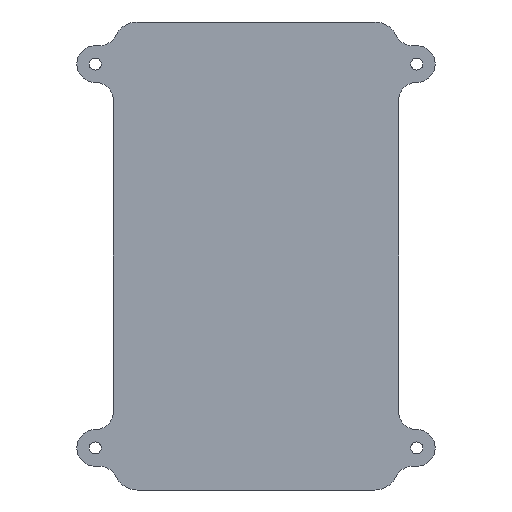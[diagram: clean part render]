
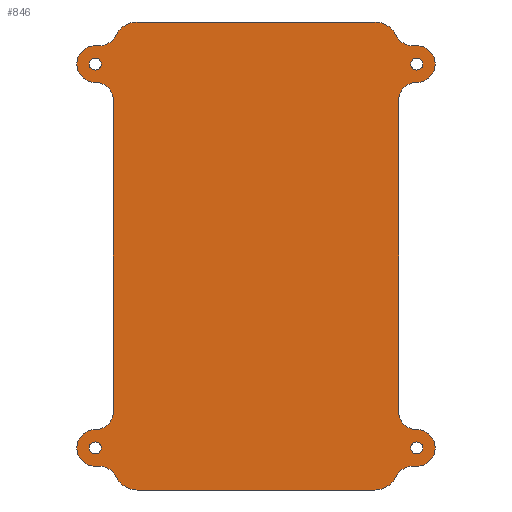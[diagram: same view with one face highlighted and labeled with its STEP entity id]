
A CAD part, front view. The second image highlights one B-rep face of the part: STEP entity #846.
In plain terms, the highlighted planar face has unit normal (0, -1, 0).
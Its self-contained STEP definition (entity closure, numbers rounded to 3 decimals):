
#16=FACE_BOUND('',#164,.T.);
#17=FACE_BOUND('',#165,.T.);
#18=FACE_BOUND('',#166,.T.);
#19=FACE_BOUND('',#167,.T.);
#35=CIRCLE('',#918,1.65);
#37=CIRCLE('',#921,1.65);
#39=CIRCLE('',#924,1.65);
#41=CIRCLE('',#927,1.65);
#42=CIRCLE('',#929,5.);
#44=CIRCLE('',#933,5.);
#45=CIRCLE('',#934,5.);
#46=CIRCLE('',#935,6.5);
#47=CIRCLE('',#936,6.5);
#48=CIRCLE('',#937,5.);
#49=CIRCLE('',#938,5.);
#50=CIRCLE('',#939,5.);
#51=CIRCLE('',#940,5.);
#52=CIRCLE('',#941,5.);
#53=CIRCLE('',#942,5.);
#54=CIRCLE('',#943,6.5);
#55=CIRCLE('',#944,6.5);
#56=CIRCLE('',#945,5.);
#57=CIRCLE('',#946,5.);
#58=CIRCLE('',#947,5.);
#119=FACE_OUTER_BOUND('',#163,.T.);
#163=EDGE_LOOP('',(#660,#661,#662,#663,#664,#665,#666,#667,#668,#669,#670,
#671,#672,#673,#674,#675,#676,#677,#678,#679,#680,#681,#682,#683));
#164=EDGE_LOOP('',(#684));
#165=EDGE_LOOP('',(#685));
#166=EDGE_LOOP('',(#686));
#167=EDGE_LOOP('',(#687));
#214=LINE('',#1314,#290);
#236=LINE('',#1377,#312);
#239=LINE('',#1385,#315);
#240=LINE('',#1391,#316);
#241=LINE('',#1397,#317);
#242=LINE('',#1403,#318);
#243=LINE('',#1409,#319);
#244=LINE('',#1418,#320);
#290=VECTOR('',#1045,10.);
#312=VECTOR('',#1109,10.);
#315=VECTOR('',#1116,10.);
#316=VECTOR('',#1121,10.);
#317=VECTOR('',#1126,10.);
#318=VECTOR('',#1131,10.);
#319=VECTOR('',#1136,10.);
#320=VECTOR('',#1145,10.);
#369=VERTEX_POINT('',#1311);
#370=VERTEX_POINT('',#1313);
#379=VERTEX_POINT('',#1345);
#381=VERTEX_POINT('',#1351);
#383=VERTEX_POINT('',#1357);
#385=VERTEX_POINT('',#1363);
#386=VERTEX_POINT('',#1367);
#387=VERTEX_POINT('',#1368);
#390=VERTEX_POINT('',#1376);
#392=VERTEX_POINT('',#1382);
#393=VERTEX_POINT('',#1384);
#394=VERTEX_POINT('',#1386);
#395=VERTEX_POINT('',#1388);
#396=VERTEX_POINT('',#1390);
#397=VERTEX_POINT('',#1392);
#398=VERTEX_POINT('',#1394);
#399=VERTEX_POINT('',#1396);
#400=VERTEX_POINT('',#1398);
#401=VERTEX_POINT('',#1400);
#402=VERTEX_POINT('',#1402);
#403=VERTEX_POINT('',#1404);
#404=VERTEX_POINT('',#1406);
#405=VERTEX_POINT('',#1408);
#406=VERTEX_POINT('',#1410);
#407=VERTEX_POINT('',#1413);
#408=VERTEX_POINT('',#1415);
#409=VERTEX_POINT('',#1417);
#410=VERTEX_POINT('',#1419);
#460=EDGE_CURVE('',#369,#370,#214,.T.);
#478=EDGE_CURVE('',#379,#379,#35,.T.);
#481=EDGE_CURVE('',#381,#381,#37,.T.);
#484=EDGE_CURVE('',#383,#383,#39,.T.);
#487=EDGE_CURVE('',#385,#385,#41,.T.);
#488=EDGE_CURVE('',#386,#387,#42,.T.);
#492=EDGE_CURVE('',#387,#390,#236,.T.);
#495=EDGE_CURVE('',#392,#386,#44,.T.);
#496=EDGE_CURVE('',#393,#392,#239,.T.);
#497=EDGE_CURVE('',#394,#393,#45,.T.);
#498=EDGE_CURVE('',#395,#394,#46,.T.);
#499=EDGE_CURVE('',#396,#395,#240,.T.);
#500=EDGE_CURVE('',#397,#396,#47,.T.);
#501=EDGE_CURVE('',#398,#397,#48,.T.);
#502=EDGE_CURVE('',#399,#398,#241,.T.);
#503=EDGE_CURVE('',#400,#399,#49,.T.);
#504=EDGE_CURVE('',#401,#400,#50,.T.);
#505=EDGE_CURVE('',#402,#401,#242,.T.);
#506=EDGE_CURVE('',#403,#402,#51,.T.);
#507=EDGE_CURVE('',#404,#403,#52,.T.);
#508=EDGE_CURVE('',#405,#404,#243,.T.);
#509=EDGE_CURVE('',#406,#405,#53,.T.);
#510=EDGE_CURVE('',#370,#406,#54,.T.);
#511=EDGE_CURVE('',#407,#369,#55,.T.);
#512=EDGE_CURVE('',#408,#407,#56,.T.);
#513=EDGE_CURVE('',#409,#408,#244,.T.);
#514=EDGE_CURVE('',#410,#409,#57,.T.);
#515=EDGE_CURVE('',#390,#410,#58,.T.);
#660=ORIENTED_EDGE('',*,*,#495,.F.);
#661=ORIENTED_EDGE('',*,*,#496,.F.);
#662=ORIENTED_EDGE('',*,*,#497,.F.);
#663=ORIENTED_EDGE('',*,*,#498,.F.);
#664=ORIENTED_EDGE('',*,*,#499,.F.);
#665=ORIENTED_EDGE('',*,*,#500,.F.);
#666=ORIENTED_EDGE('',*,*,#501,.F.);
#667=ORIENTED_EDGE('',*,*,#502,.F.);
#668=ORIENTED_EDGE('',*,*,#503,.F.);
#669=ORIENTED_EDGE('',*,*,#504,.F.);
#670=ORIENTED_EDGE('',*,*,#505,.F.);
#671=ORIENTED_EDGE('',*,*,#506,.F.);
#672=ORIENTED_EDGE('',*,*,#507,.F.);
#673=ORIENTED_EDGE('',*,*,#508,.F.);
#674=ORIENTED_EDGE('',*,*,#509,.F.);
#675=ORIENTED_EDGE('',*,*,#510,.F.);
#676=ORIENTED_EDGE('',*,*,#460,.F.);
#677=ORIENTED_EDGE('',*,*,#511,.F.);
#678=ORIENTED_EDGE('',*,*,#512,.F.);
#679=ORIENTED_EDGE('',*,*,#513,.F.);
#680=ORIENTED_EDGE('',*,*,#514,.F.);
#681=ORIENTED_EDGE('',*,*,#515,.F.);
#682=ORIENTED_EDGE('',*,*,#492,.F.);
#683=ORIENTED_EDGE('',*,*,#488,.F.);
#684=ORIENTED_EDGE('',*,*,#478,.T.);
#685=ORIENTED_EDGE('',*,*,#481,.T.);
#686=ORIENTED_EDGE('',*,*,#484,.T.);
#687=ORIENTED_EDGE('',*,*,#487,.T.);
#818=PLANE('',#932);
#846=ADVANCED_FACE('',(#119,#16,#17,#18,#19),#818,.F.);
#918=AXIS2_PLACEMENT_3D('',#1347,#1076,#1077);
#921=AXIS2_PLACEMENT_3D('',#1353,#1083,#1084);
#924=AXIS2_PLACEMENT_3D('',#1359,#1090,#1091);
#927=AXIS2_PLACEMENT_3D('',#1365,#1097,#1098);
#929=AXIS2_PLACEMENT_3D('',#1369,#1101,#1102);
#932=AXIS2_PLACEMENT_3D('',#1381,#1112,#1113);
#933=AXIS2_PLACEMENT_3D('',#1383,#1114,#1115);
#934=AXIS2_PLACEMENT_3D('',#1387,#1117,#1118);
#935=AXIS2_PLACEMENT_3D('',#1389,#1119,#1120);
#936=AXIS2_PLACEMENT_3D('',#1393,#1122,#1123);
#937=AXIS2_PLACEMENT_3D('',#1395,#1124,#1125);
#938=AXIS2_PLACEMENT_3D('',#1399,#1127,#1128);
#939=AXIS2_PLACEMENT_3D('',#1401,#1129,#1130);
#940=AXIS2_PLACEMENT_3D('',#1405,#1132,#1133);
#941=AXIS2_PLACEMENT_3D('',#1407,#1134,#1135);
#942=AXIS2_PLACEMENT_3D('',#1411,#1137,#1138);
#943=AXIS2_PLACEMENT_3D('',#1412,#1139,#1140);
#944=AXIS2_PLACEMENT_3D('',#1414,#1141,#1142);
#945=AXIS2_PLACEMENT_3D('',#1416,#1143,#1144);
#946=AXIS2_PLACEMENT_3D('',#1420,#1146,#1147);
#947=AXIS2_PLACEMENT_3D('',#1421,#1148,#1149);
#1045=DIRECTION('',(-1.,0.,0.));
#1076=DIRECTION('center_axis',(0.,1.,0.));
#1077=DIRECTION('ref_axis',(1.,0.,0.));
#1083=DIRECTION('center_axis',(0.,1.,0.));
#1084=DIRECTION('ref_axis',(1.,0.,0.));
#1090=DIRECTION('center_axis',(0.,1.,0.));
#1091=DIRECTION('ref_axis',(1.,0.,0.));
#1097=DIRECTION('center_axis',(0.,1.,0.));
#1098=DIRECTION('ref_axis',(1.,0.,0.));
#1101=DIRECTION('center_axis',(0.,-1.,0.));
#1102=DIRECTION('ref_axis',(-0.707,0.,0.707));
#1109=DIRECTION('',(0.,0.,-1.));
#1112=DIRECTION('center_axis',(0.,1.,0.));
#1113=DIRECTION('ref_axis',(0.,0.,1.));
#1114=DIRECTION('center_axis',(0.,1.,0.));
#1115=DIRECTION('ref_axis',(0.707,0.,-0.707));
#1116=DIRECTION('',(1.,0.,0.));
#1117=DIRECTION('center_axis',(0.,-1.,0.));
#1118=DIRECTION('ref_axis',(-0.532,0.,-0.847));
#1119=DIRECTION('center_axis',(0.,1.,0.));
#1120=DIRECTION('ref_axis',(0.,0.,1.));
#1121=DIRECTION('',(1.,0.,0.));
#1122=DIRECTION('center_axis',(0.,1.,0.));
#1123=DIRECTION('ref_axis',(-1.,0.,0.));
#1124=DIRECTION('center_axis',(0.,-1.,0.));
#1125=DIRECTION('ref_axis',(0.532,0.,-0.847));
#1126=DIRECTION('',(1.,0.,0.));
#1127=DIRECTION('center_axis',(0.,1.,0.));
#1128=DIRECTION('ref_axis',(-0.707,0.,0.707));
#1129=DIRECTION('center_axis',(0.,-1.,0.));
#1130=DIRECTION('ref_axis',(0.707,0.,0.707));
#1131=DIRECTION('',(0.,0.,1.));
#1132=DIRECTION('center_axis',(0.,-1.,0.));
#1133=DIRECTION('ref_axis',(0.707,0.,-0.707));
#1134=DIRECTION('center_axis',(0.,1.,0.));
#1135=DIRECTION('ref_axis',(-0.707,0.,0.707));
#1136=DIRECTION('',(-1.,0.,0.));
#1137=DIRECTION('center_axis',(0.,-1.,0.));
#1138=DIRECTION('ref_axis',(0.532,0.,0.847));
#1139=DIRECTION('center_axis',(0.,1.,0.));
#1140=DIRECTION('ref_axis',(0.,0.,-1.));
#1141=DIRECTION('center_axis',(0.,1.,0.));
#1142=DIRECTION('ref_axis',(1.,0.,0.));
#1143=DIRECTION('center_axis',(0.,-1.,0.));
#1144=DIRECTION('ref_axis',(-0.532,0.,0.847));
#1145=DIRECTION('',(-1.,0.,0.));
#1146=DIRECTION('center_axis',(0.,1.,0.));
#1147=DIRECTION('ref_axis',(0.707,0.,-0.707));
#1148=DIRECTION('center_axis',(0.,-1.,0.));
#1149=DIRECTION('ref_axis',(-0.707,0.,-0.707));
#1311=CARTESIAN_POINT('',(71.5,0.,-64.));
#1313=CARTESIAN_POINT('',(6.5,0.,-64.));
#1314=CARTESIAN_POINT('',(71.5,0.,-64.));
#1345=CARTESIAN_POINT('',(81.35,0.,52.5));
#1347=CARTESIAN_POINT('Origin',(83.,0.,52.5));
#1351=CARTESIAN_POINT('',(-6.65,0.,52.5));
#1353=CARTESIAN_POINT('Origin',(-5.,0.,52.5));
#1357=CARTESIAN_POINT('',(81.35,0.,-52.5));
#1359=CARTESIAN_POINT('Origin',(83.,0.,-52.5));
#1363=CARTESIAN_POINT('',(-6.65,0.,-52.5));
#1365=CARTESIAN_POINT('Origin',(-5.,0.,-52.5));
#1367=CARTESIAN_POINT('',(83.,0.,47.5));
#1368=CARTESIAN_POINT('',(78.,0.,42.5));
#1369=CARTESIAN_POINT('Origin',(83.,0.,42.5));
#1376=CARTESIAN_POINT('',(78.,0.,-42.5));
#1377=CARTESIAN_POINT('',(78.,0.,0.));
#1381=CARTESIAN_POINT('Origin',(39.,0.,-32.));
#1382=CARTESIAN_POINT('',(83.,0.,57.5));
#1383=CARTESIAN_POINT('Origin',(83.,0.,52.5));
#1384=CARTESIAN_POINT('',(81.856,0.,57.5));
#1385=CARTESIAN_POINT('',(78.,0.,57.5));
#1386=CARTESIAN_POINT('',(77.353,0.,60.326));
#1387=CARTESIAN_POINT('Origin',(81.856,0.,62.5));
#1388=CARTESIAN_POINT('',(71.5,0.,64.));
#1389=CARTESIAN_POINT('Origin',(71.5,0.,57.5));
#1390=CARTESIAN_POINT('',(6.5,0.,64.));
#1391=CARTESIAN_POINT('',(6.5,0.,64.));
#1392=CARTESIAN_POINT('',(0.647,0.,60.326));
#1393=CARTESIAN_POINT('Origin',(6.5,0.,57.5));
#1394=CARTESIAN_POINT('',(-3.856,0.,57.5));
#1395=CARTESIAN_POINT('Origin',(-3.856,0.,62.5));
#1396=CARTESIAN_POINT('',(-5.,0.,57.5));
#1397=CARTESIAN_POINT('',(-10.,0.,57.5));
#1398=CARTESIAN_POINT('',(-5.,0.,47.5));
#1399=CARTESIAN_POINT('Origin',(-5.,0.,52.5));
#1400=CARTESIAN_POINT('',(0.,0.,42.5));
#1401=CARTESIAN_POINT('Origin',(-5.,0.,42.5));
#1402=CARTESIAN_POINT('',(0.,0.,-42.5));
#1403=CARTESIAN_POINT('',(0.,0.,-57.5));
#1404=CARTESIAN_POINT('',(-5.,0.,-47.5));
#1405=CARTESIAN_POINT('Origin',(-5.,0.,-42.5));
#1406=CARTESIAN_POINT('',(-5.,0.,-57.5));
#1407=CARTESIAN_POINT('Origin',(-5.,0.,-52.5));
#1408=CARTESIAN_POINT('',(-3.856,0.,-57.5));
#1409=CARTESIAN_POINT('',(0.,0.,-57.5));
#1410=CARTESIAN_POINT('',(0.647,0.,-60.326));
#1411=CARTESIAN_POINT('Origin',(-3.856,0.,-62.5));
#1412=CARTESIAN_POINT('Origin',(6.5,0.,-57.5));
#1413=CARTESIAN_POINT('',(77.353,0.,-60.326));
#1414=CARTESIAN_POINT('Origin',(71.5,0.,-57.5));
#1415=CARTESIAN_POINT('',(81.856,0.,-57.5));
#1416=CARTESIAN_POINT('Origin',(81.856,0.,-62.5));
#1417=CARTESIAN_POINT('',(83.,0.,-57.5));
#1418=CARTESIAN_POINT('',(88.,0.,-57.5));
#1419=CARTESIAN_POINT('',(83.,0.,-47.5));
#1420=CARTESIAN_POINT('Origin',(83.,0.,-52.5));
#1421=CARTESIAN_POINT('Origin',(83.,0.,-42.5));
